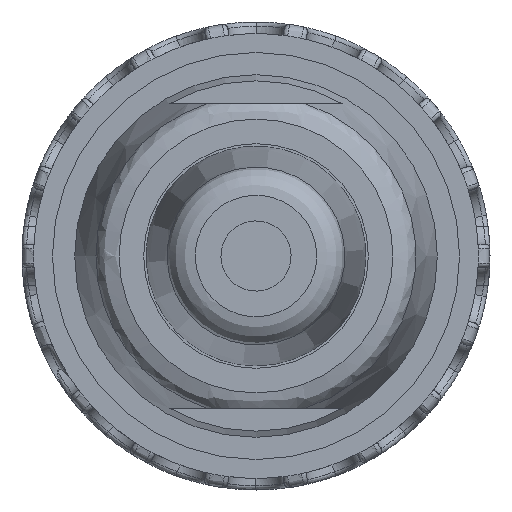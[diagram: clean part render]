
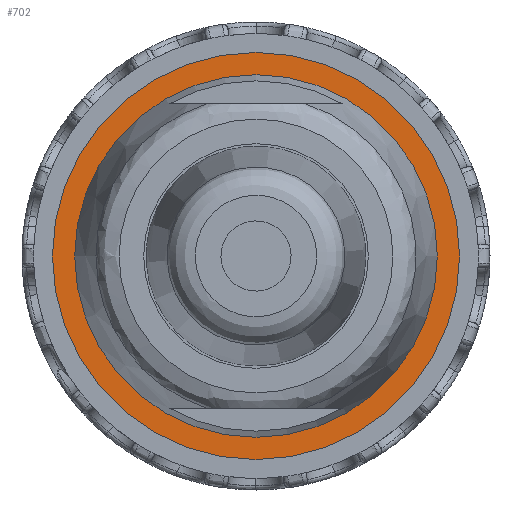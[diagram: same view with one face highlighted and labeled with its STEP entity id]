
A CAD part, front view. The second image highlights one B-rep face of the part: STEP entity #702.
In plain terms, the highlighted planar face has unit normal (0, -1, 0).
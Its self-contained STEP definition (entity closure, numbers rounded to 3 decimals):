
#80=FACE_BOUND('',#1516,.T.);
#81=FACE_BOUND('',#1517,.T.);
#702=ADVANCED_FACE('',(#80,#81),#1003,.T.);
#1003=PLANE('',#6151);
#1516=EDGE_LOOP('',(#2804));
#1517=EDGE_LOOP('',(#2805));
#2804=ORIENTED_EDGE('',*,*,#5071,.F.);
#2805=ORIENTED_EDGE('',*,*,#5069,.F.);
#4434=VERTEX_POINT('',#9348);
#4436=VERTEX_POINT('',#9353);
#5069=EDGE_CURVE('',#4434,#4434,#5829,.T.);
#5071=EDGE_CURVE('',#4436,#4436,#5831,.T.);
#5829=CIRCLE('',#6147,8.7);
#5831=CIRCLE('',#6150,7.75);
#6147=AXIS2_PLACEMENT_3D('',#9347,#6839,#6840);
#6150=AXIS2_PLACEMENT_3D('',#9352,#6845,#6846);
#6151=AXIS2_PLACEMENT_3D('',#9354,#6847,#6848);
#6839=DIRECTION('',(0.,1.,0.));
#6840=DIRECTION('',(-1.,0.,0.));
#6845=DIRECTION('',(0.,-1.,0.));
#6846=DIRECTION('',(0.,0.,-1.));
#6847=DIRECTION('',(0.,-1.,0.));
#6848=DIRECTION('',(-1.,0.,0.));
#9347=CARTESIAN_POINT('',(0.,8.5,0.));
#9348=CARTESIAN_POINT('',(-8.7,8.5,0.));
#9352=CARTESIAN_POINT('',(0.,8.5,0.));
#9353=CARTESIAN_POINT('',(0.,8.5,-7.75));
#9354=CARTESIAN_POINT('',(9.57,8.5,9.57));
